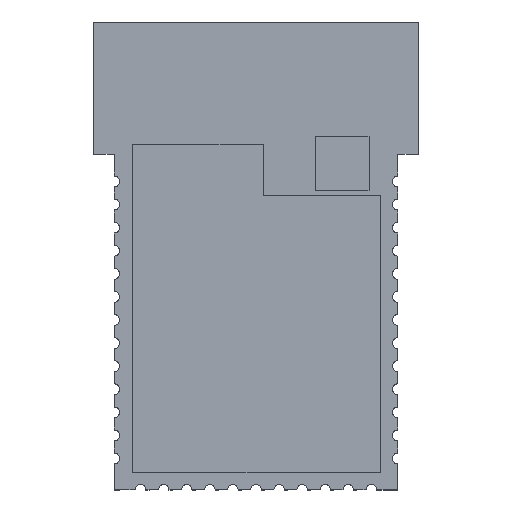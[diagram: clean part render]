
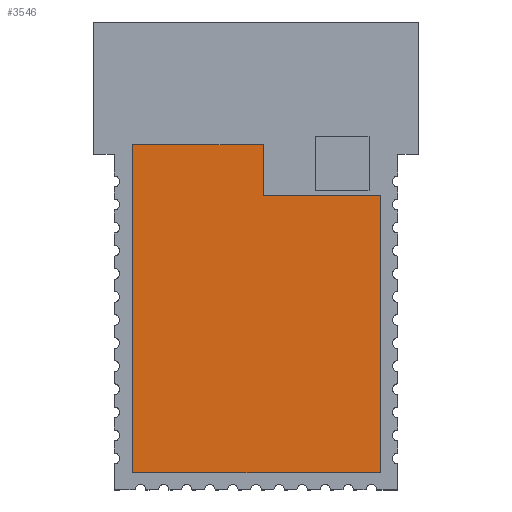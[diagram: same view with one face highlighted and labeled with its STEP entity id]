
A CAD part, top view. The second image highlights one B-rep face of the part: STEP entity #3546.
In plain terms, the highlighted planar face has unit normal (0, 0, 1).
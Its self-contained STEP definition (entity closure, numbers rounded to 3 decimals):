
#3353 = VERTEX_POINT('',#3354);
#3354 = CARTESIAN_POINT('',(-5.906,7.811,1.5));
#3360 = EDGE_CURVE('',#3353,#3361,#3363,.T.);
#3361 = VERTEX_POINT('',#3362);
#3362 = CARTESIAN_POINT('',(0.318,7.811,1.5));
#3363 = LINE('',#3364,#3365);
#3364 = CARTESIAN_POINT('',(-5.906,7.811,1.5));
#3365 = VECTOR('',#3366,1.);
#3366 = DIRECTION('',(1.,0.,0.));
#3391 = EDGE_CURVE('',#3361,#3392,#3394,.T.);
#3392 = VERTEX_POINT('',#3393);
#3393 = CARTESIAN_POINT('',(0.318,5.398,1.5));
#3394 = LINE('',#3395,#3396);
#3395 = CARTESIAN_POINT('',(0.318,7.811,1.5));
#3396 = VECTOR('',#3397,1.);
#3397 = DIRECTION('',(0.,-1.,0.));
#3422 = EDGE_CURVE('',#3392,#3423,#3425,.T.);
#3423 = VERTEX_POINT('',#3424);
#3424 = CARTESIAN_POINT('',(5.906,5.398,1.5));
#3425 = LINE('',#3426,#3427);
#3426 = CARTESIAN_POINT('',(0.318,5.398,1.5));
#3427 = VECTOR('',#3428,1.);
#3428 = DIRECTION('',(1.,0.,0.));
#3453 = EDGE_CURVE('',#3423,#3454,#3456,.T.);
#3454 = VERTEX_POINT('',#3455);
#3455 = CARTESIAN_POINT('',(5.906,-7.811,1.5));
#3456 = LINE('',#3457,#3458);
#3457 = CARTESIAN_POINT('',(5.906,5.398,1.5));
#3458 = VECTOR('',#3459,1.);
#3459 = DIRECTION('',(0.,-1.,0.));
#3484 = EDGE_CURVE('',#3454,#3485,#3487,.T.);
#3485 = VERTEX_POINT('',#3486);
#3486 = CARTESIAN_POINT('',(-5.906,-7.811,1.5));
#3487 = LINE('',#3488,#3489);
#3488 = CARTESIAN_POINT('',(5.906,-7.811,1.5));
#3489 = VECTOR('',#3490,1.);
#3490 = DIRECTION('',(-1.,0.,0.));
#3515 = EDGE_CURVE('',#3485,#3353,#3516,.T.);
#3516 = LINE('',#3517,#3518);
#3517 = CARTESIAN_POINT('',(-5.906,-7.811,1.5));
#3518 = VECTOR('',#3519,1.);
#3519 = DIRECTION('',(0.,1.,0.));
#3546 = ADVANCED_FACE('',(#3547),#3555,.T.);
#3547 = FACE_BOUND('',#3548,.F.);
#3548 = EDGE_LOOP('',(#3549,#3550,#3551,#3552,#3553,#3554));
#3549 = ORIENTED_EDGE('',*,*,#3360,.T.);
#3550 = ORIENTED_EDGE('',*,*,#3391,.T.);
#3551 = ORIENTED_EDGE('',*,*,#3422,.T.);
#3552 = ORIENTED_EDGE('',*,*,#3453,.T.);
#3553 = ORIENTED_EDGE('',*,*,#3484,.T.);
#3554 = ORIENTED_EDGE('',*,*,#3515,.T.);
#3555 = PLANE('',#3556);
#3556 = AXIS2_PLACEMENT_3D('',#3557,#3558,#3559);
#3557 = CARTESIAN_POINT('',(-5.906,7.811,1.5));
#3558 = DIRECTION('',(0.,0.,1.));
#3559 = DIRECTION('',(1.,0.,0.));
